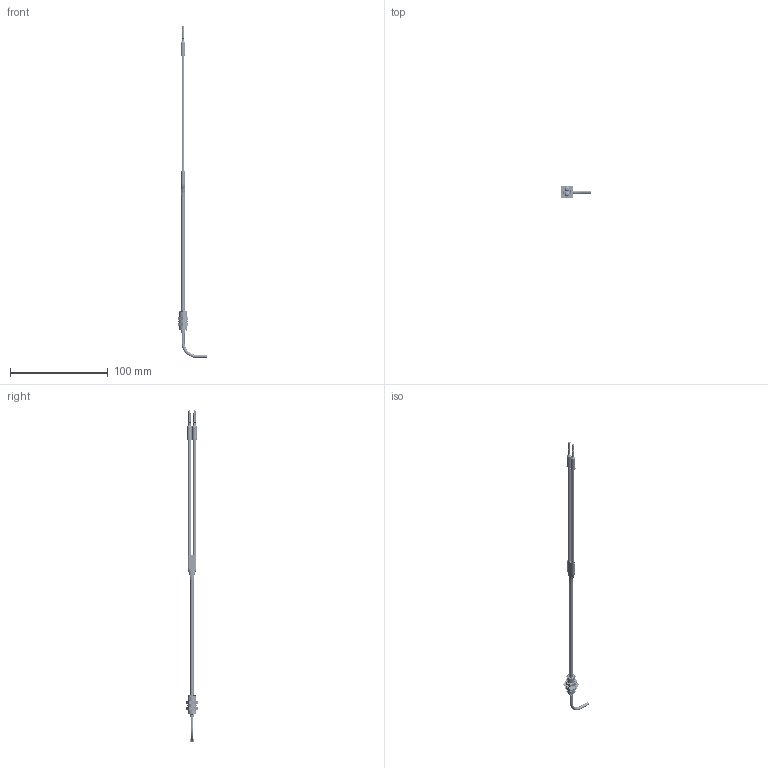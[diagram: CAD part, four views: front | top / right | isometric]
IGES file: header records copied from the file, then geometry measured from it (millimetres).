
Start section:  PTC IGES file: 193397.igs
Global section: file name: 193397.igs; native system: Creo Parametric by Parametric Technology Corporation; preprocessor: 2013230; author: pdmadmin; organization: Unknown; date: 20160302.124659; units: millimetre
Bounding box: 29.91 x 12.01 x 339.19 mm (x, y, z)
Volume: 2660.5 mm3; surface area: 90865 mm2
Topology: 16 solids, 18 shells, 2368 faces, 11470 edges, 14601 vertices
Faces by surface type: revolution 1828, bspline 540
